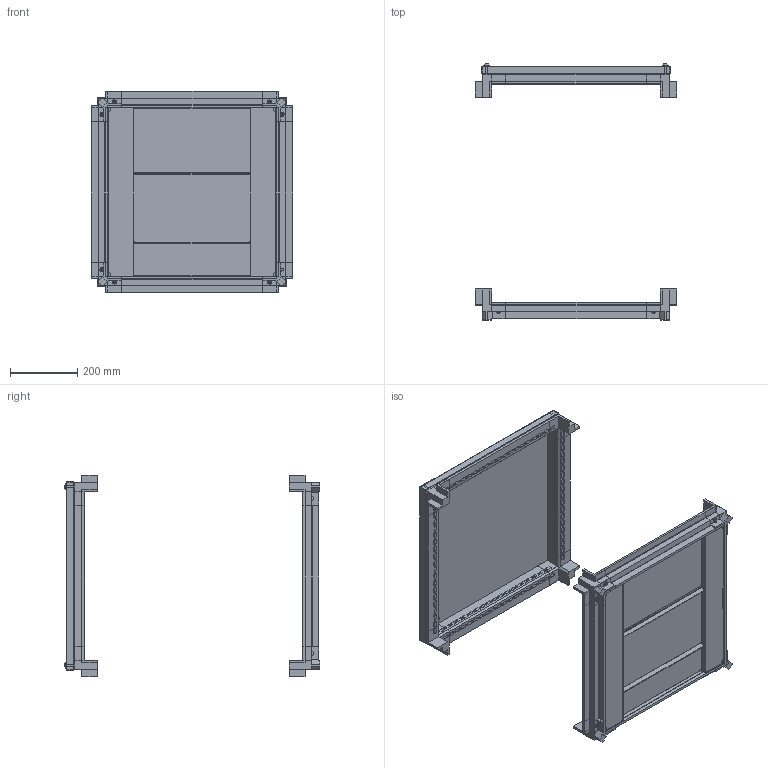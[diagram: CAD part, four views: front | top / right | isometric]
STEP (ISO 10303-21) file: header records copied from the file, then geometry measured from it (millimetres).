
FILE_DESCRIPTION (( 'STEP AP214' ), '1' );
FILE_NAME ('OKKTB6060.STEP', '2021-06-29T17:16:16', ( '' ), ( '' ), 'SwSTEP 2.0', 'SolidWorks 2021', '' );
FILE_SCHEMA (( 'AUTOMOTIVE_DESIGN' ));
Length unit declared in the file: inch
Products named in the file (1): OKKTB6060
Bounding box: 600 x 763.46 x 600 mm (x, y, z)
Volume: 6936001.7 mm3; surface area: 2628178.2 mm2
Topology: 59 solids, 65 shells, 4192 faces, 9867 edges, 6487 vertices
Faces by surface type: plane 3162, cylinder 871, cone 73, bspline 72, torus 14
Full cylindrical faces by diameter (mm): 1 x1, 3.9 x14, 4.25 x364, 4.92 x6, 5 x6, 6 x7, 7 x1, 8 x20, 8.2 x6, 9 x22, 10 x12, 12 x4, 13.5 x4, 14 x20, 20 x4
Entity records: 177440 total; most frequent: CARTESIAN_POINT 26863, DIRECTION 19040, ORIENTED_EDGE 18458, EDGE_CURVE 9229, VECTOR 7104, LINE 7104, VERTEX_POINT 6431, AXIS2_PLACEMENT_3D 5968
